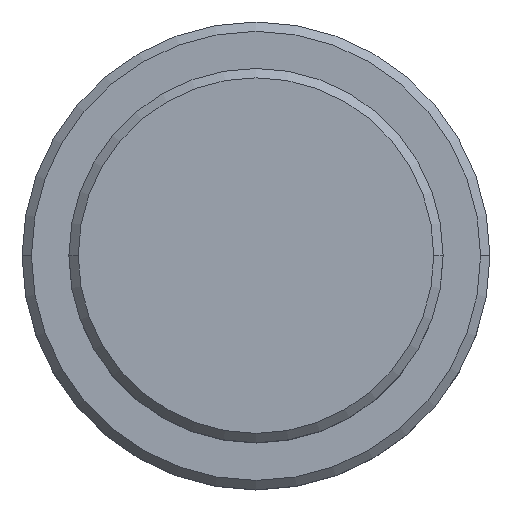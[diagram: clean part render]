
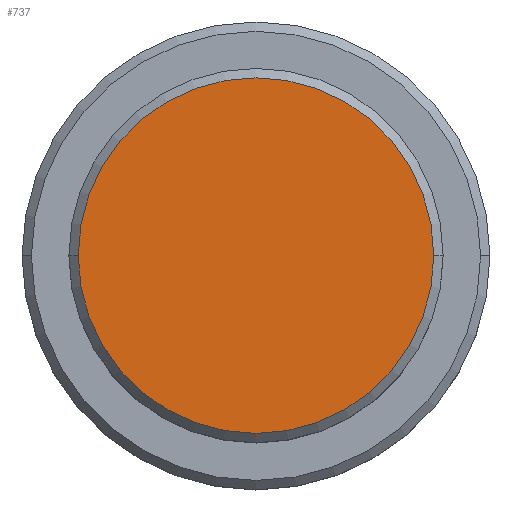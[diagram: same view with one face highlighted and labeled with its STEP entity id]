
A CAD part, top view. The second image highlights one B-rep face of the part: STEP entity #737.
In plain terms, the highlighted planar face has unit normal (0, 0, 1).
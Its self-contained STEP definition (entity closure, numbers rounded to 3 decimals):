
#24 = DIRECTION ( 'NONE',  ( 1., 0., 0. ) ) ;
#36 = CARTESIAN_POINT ( 'NONE',  ( 0., 0., 0. ) ) ;
#129 = DIRECTION ( 'NONE',  ( 1., 0., 0. ) ) ;
#158 = CARTESIAN_POINT ( 'NONE',  ( 9.5, 0., 0. ) ) ;
#196 = CARTESIAN_POINT ( 'NONE',  ( -9.5, 0., 0. ) ) ;
#235 = DIRECTION ( 'NONE',  ( 0., 0., 1. ) ) ;
#261 = ORIENTED_EDGE ( 'NONE', *, *, #1215, .T. ) ;
#266 = DIRECTION ( 'NONE',  ( 1., 0., 0. ) ) ;
#284 = AXIS2_PLACEMENT_3D ( 'NONE', #36, #1005, #24 ) ;
#342 = VERTEX_POINT ( 'NONE', #196 ) ;
#359 = ORIENTED_EDGE ( 'NONE', *, *, #396, .T. ) ;
#396 = EDGE_CURVE ( 'NONE', #342, #464, #520, .T. ) ;
#464 = VERTEX_POINT ( 'NONE', #158 ) ;
#520 = CIRCLE ( 'NONE', #1254, 9.5 ) ;
#581 = CARTESIAN_POINT ( 'NONE',  ( 0., 0., 0. ) ) ;
#737 = ADVANCED_FACE ( 'NONE', ( #1357 ), #801, .T. ) ;
#785 = CARTESIAN_POINT ( 'NONE',  ( 0., 0., 0. ) ) ;
#801 = PLANE ( 'NONE',  #811 ) ;
#811 = AXIS2_PLACEMENT_3D ( 'NONE', #581, #1264, #266 ) ;
#858 = EDGE_LOOP ( 'NONE', ( #359, #261 ) ) ;
#891 = CIRCLE ( 'NONE', #284, 9.5 ) ;
#1005 = DIRECTION ( 'NONE',  ( 0., 0., 1. ) ) ;
#1215 = EDGE_CURVE ( 'NONE', #464, #342, #891, .T. ) ;
#1254 = AXIS2_PLACEMENT_3D ( 'NONE', #785, #235, #129 ) ;
#1264 = DIRECTION ( 'NONE',  ( 0., 0., 1. ) ) ;
#1357 = FACE_OUTER_BOUND ( 'NONE', #858, .T. ) ;
